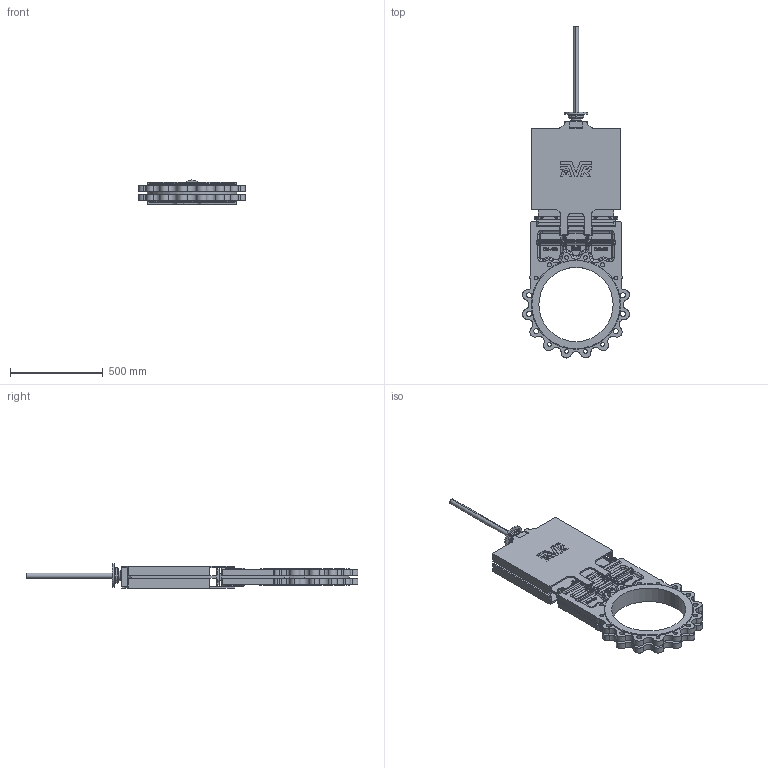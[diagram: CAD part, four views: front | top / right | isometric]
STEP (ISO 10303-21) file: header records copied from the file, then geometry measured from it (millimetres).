
FILE_DESCRIPTION (( 'STEP AP203' ), '1' );
FILE_NAME ('70240050034.STEP', '2017-04-05T08:30:35', ( '' ), ( '' ), 'SwSTEP 2.0', 'SolidWorks 2016', '' );
FILE_SCHEMA (( 'CONFIG_CONTROL_DESIGN' ));
Length unit declared in the file: millimetre
Products named in the file (1): 70240050034
Bounding box: 575.82 x 1788.9 x 130 mm (x, y, z)
Volume: 23616787.2 mm3; surface area: 2563624.3 mm2
Topology: 1 solids, 1 shells, 1886 faces, 5033 edges, 3142 vertices
Faces by surface type: cylinder 780, plane 634, bspline 260, torus 174, sphere 36, cone 2
Entity records: 73091 total; most frequent: CARTESIAN_POINT 26928, ORIENTED_EDGE 9926, DIRECTION 9436, EDGE_CURVE 4963, AXIS2_PLACEMENT_3D 3438, VERTEX_POINT 3142, LINE 2560, VECTOR 2560
